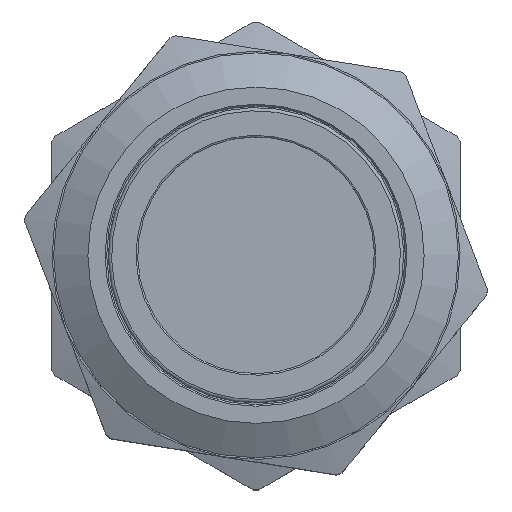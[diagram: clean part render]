
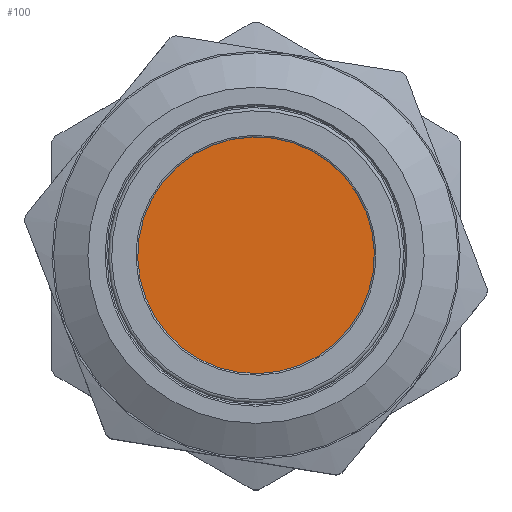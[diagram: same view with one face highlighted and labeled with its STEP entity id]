
A CAD part, top view. The second image highlights one B-rep face of the part: STEP entity #100.
In plain terms, the highlighted planar face has unit normal (0, 0, 1).
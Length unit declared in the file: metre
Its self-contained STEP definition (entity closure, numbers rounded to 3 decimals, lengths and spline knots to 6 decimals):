
#100 = ADVANCED_FACE( '', ( #155 ), #156, .F. );
#155 = FACE_OUTER_BOUND( '', #214, .T. );
#156 = PLANE( '', #215 );
#214 = EDGE_LOOP( '', ( #717 ) );
#215 = AXIS2_PLACEMENT_3D( '', #718, #719, #720 );
#717 = ORIENTED_EDGE( '', *, *, #1742, .F. );
#718 = CARTESIAN_POINT( '', ( 0., 0., 0.0012 ) );
#719 = DIRECTION( '', ( 0., 0., -1. ) );
#720 = DIRECTION( '', ( -1., 0., 0. ) );
#1742 = EDGE_CURVE( '', #4312, #4312, #4313, .T. );
#4312 = VERTEX_POINT( '', #8141 );
#4313 = CIRCLE( '', #8142, 0.00725 );
#8141 = CARTESIAN_POINT( '', ( 0.00725, 0., 0.0012 ) );
#8142 = AXIS2_PLACEMENT_3D( '', #9300, #9301, #9302 );
#9300 = CARTESIAN_POINT( '', ( 0., 0., 0.0012 ) );
#9301 = DIRECTION( '', ( 0., 0., -1. ) );
#9302 = DIRECTION( '', ( 1., 0., 0. ) );
